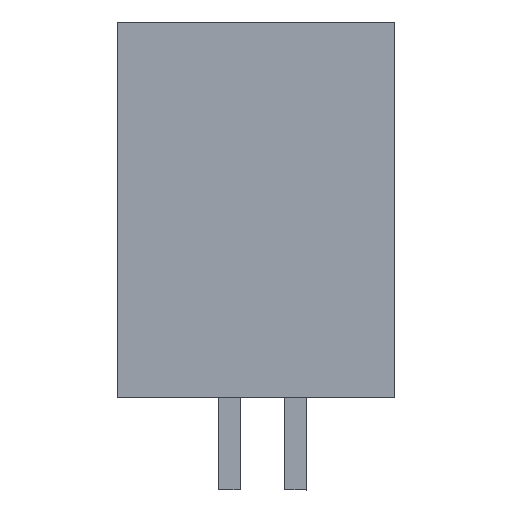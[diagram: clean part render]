
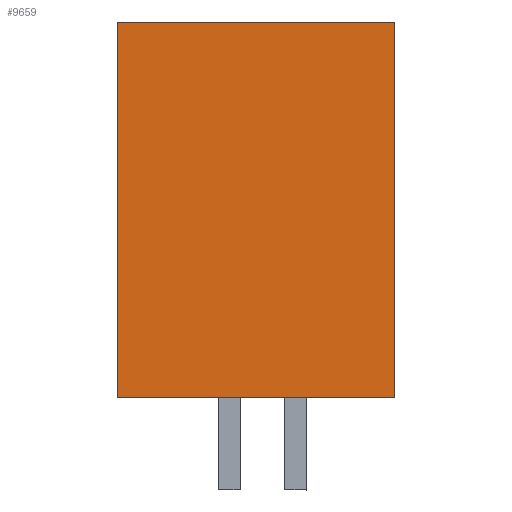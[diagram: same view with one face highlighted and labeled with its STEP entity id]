
A CAD part, left-side view. The second image highlights one B-rep face of the part: STEP entity #9659.
In plain terms, the highlighted planar face has unit normal (-1, 0, 0).
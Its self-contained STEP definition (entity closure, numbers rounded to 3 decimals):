
#9639=AXIS2_PLACEMENT_3D('Plane Axis2P3D',#9636,#9637,#9638) ;
#1654=CARTESIAN_POINT('Vertex',(0.,0.,3.5)) ;
#1657=CARTESIAN_POINT('Line Origine',(0.,5.25,3.5)) ;
#1661=CARTESIAN_POINT('Vertex',(0.,10.5,3.5)) ;
#3348=CARTESIAN_POINT('Line Origine',(0.,0.,10.6)) ;
#3352=CARTESIAN_POINT('Vertex',(0.,0.,17.7)) ;
#9636=CARTESIAN_POINT('Axis2P3D Location',(0.,10.5,0.)) ;
#9641=CARTESIAN_POINT('Line Origine',(0.,10.5,10.6)) ;
#9645=CARTESIAN_POINT('Vertex',(0.,10.5,17.7)) ;
#9648=CARTESIAN_POINT('Line Origine',(0.,5.25,17.7)) ;
#1658=DIRECTION('Vector Direction',(0.,-1.,0.)) ;
#3349=DIRECTION('Vector Direction',(0.,0.,1.)) ;
#9637=DIRECTION('Axis2P3D Direction',(-1.,0.,0.)) ;
#9638=DIRECTION('Axis2P3D XDirection',(0.,-1.,0.)) ;
#9642=DIRECTION('Vector Direction',(0.,0.,1.)) ;
#9649=DIRECTION('Vector Direction',(0.,-1.,0.)) ;
#1659=VECTOR('Line Direction',#1658,1.) ;
#3350=VECTOR('Line Direction',#3349,1.) ;
#9643=VECTOR('Line Direction',#9642,1.) ;
#9650=VECTOR('Line Direction',#9649,1.) ;
#9654=ORIENTED_EDGE('',*,*,#9647,.T.) ;
#9655=ORIENTED_EDGE('',*,*,#1663,.T.) ;
#9656=ORIENTED_EDGE('',*,*,#3354,.T.) ;
#9657=ORIENTED_EDGE('',*,*,#9652,.T.) ;
#9659=ADVANCED_FACE('HOUSING',(#9658),#9640,.T.) ;
#1663=EDGE_CURVE('',#1662,#1655,#1660,.T.) ;
#3354=EDGE_CURVE('',#1655,#3353,#3351,.T.) ;
#9647=EDGE_CURVE('',#9646,#1662,#9644,.F.) ;
#9652=EDGE_CURVE('',#3353,#9646,#9651,.F.) ;
#9653=EDGE_LOOP('',(#9654,#9655,#9656,#9657)) ;
#9658=FACE_OUTER_BOUND('',#9653,.T.) ;
#1660=LINE('Line',#1657,#1659) ;
#3351=LINE('Line',#3348,#3350) ;
#9644=LINE('Line',#9641,#9643) ;
#9651=LINE('Line',#9648,#9650) ;
#9640=PLANE('',#9639) ;
#1655=VERTEX_POINT('',#1654) ;
#1662=VERTEX_POINT('',#1661) ;
#3353=VERTEX_POINT('',#3352) ;
#9646=VERTEX_POINT('',#9645) ;
